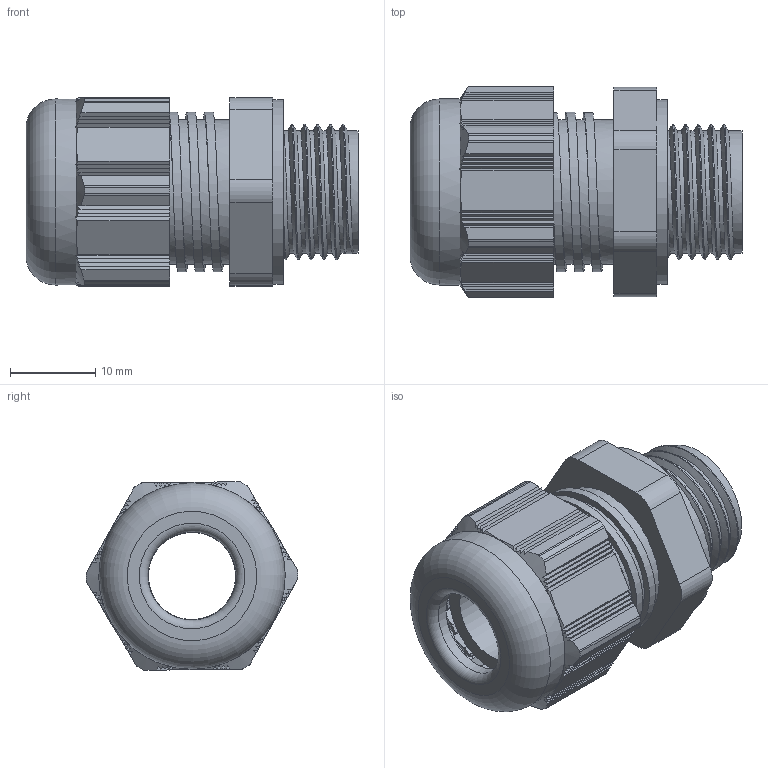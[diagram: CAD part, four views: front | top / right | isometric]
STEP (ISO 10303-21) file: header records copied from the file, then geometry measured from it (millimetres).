
FILE_DESCRIPTION(/* description */ ('Euro-Top X3 HI Poylamid M 16 Stutzen'),/* implementation_level */ '2;1');
FILE_NAME(/* name */ '85080517X3HI-RST.stp',/* time_stamp */ '2015-03-04T14:27:19+01:00',/* author */ ('sl'),/* organization */ (''),/* preprocessor_version */ 'ST-DEVELOPER v15.2',/* originating_system */ 'Autodesk Inventor 2014',/* authorisation */ '');
FILE_SCHEMA (('AUTOMOTIVE_DESIGN { 1 0 10303 214 3 1 1 }'));
Length unit declared in the file: millimetre
Products named in the file (5): Euro-Top-X3HI-04-BT-0001-85080517X3HI; Euro-Top-X3HI-04-BT-0002-85080517X3HI; Euro-Top-X3HI-04-BT-0003-85080517X3HI; Euro-Top-X3HI-04-BT-0004-85080517X3HI; Euro-Top-X3HI-04-BG-0001-85080517X3HI
Assembly tree (4 placements, depth 2):
  Euro-Top-X3HI-04-BG-0001-85080517X3HI
    Euro-Top-X3HI-04-BT-0001-85080517X3HI
    Euro-Top-X3HI-04-BT-0002-85080517X3HI
    Euro-Top-X3HI-04-BT-0003-85080517X3HI
    Euro-Top-X3HI-04-BT-0004-85080517X3HI
Bounding box: 38.97 x 24.88 x 22.14 mm (x, y, z)
Volume: 8265.7 mm3; surface area: 9485.2 mm2
Topology: 4 solids, 4 shells, 404 faces, 1109 edges, 718 vertices
Faces by surface type: plane 246, cylinder 105, cone 28, torus 19, bspline 6
Full cylindrical faces by diameter (mm): 10.22 x1, 10.4 x1, 10.5 x1, 13.7 x1, 13.76 x1, 14.378 x5, 15.89 x1, 16.04 x1, 17.01 x6, 17.2 x5, 18.9 x5, 21.65 x1, 21.84 x1
Entity records: 15278 total; most frequent: CARTESIAN_POINT 5908, ORIENTED_EDGE 2046, DIRECTION 1856, EDGE_CURVE 1023, VERTEX_POINT 673, AXIS2_PLACEMENT_3D 673, LINE 510, VECTOR 510
